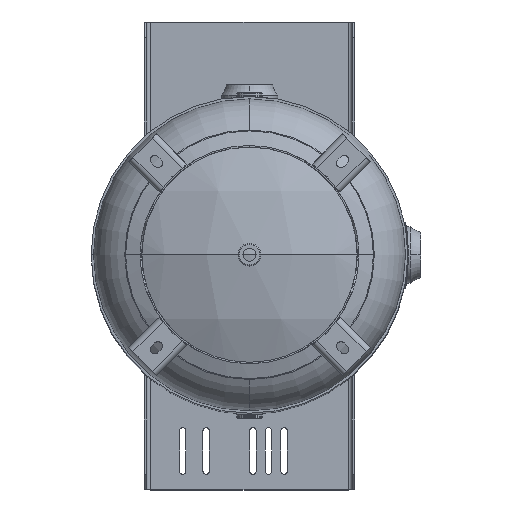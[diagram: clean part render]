
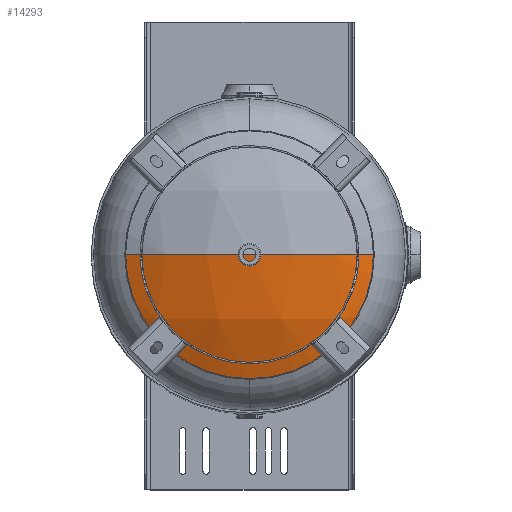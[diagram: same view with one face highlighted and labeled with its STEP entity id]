
A CAD part, top view. The second image highlights one B-rep face of the part: STEP entity #14293.
In plain terms, the highlighted spherical face has radius 457.2 mm.
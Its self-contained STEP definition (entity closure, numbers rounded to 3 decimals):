
#709 = CARTESIAN_POINT ( 'NONE',  ( 0., 0., 561.963 ) ) ;
#1274 = VERTEX_POINT ( 'NONE', #8777 ) ;
#1488 = CARTESIAN_POINT ( 'NONE',  ( -203.2, 0., 561.963 ) ) ;
#1701 = DIRECTION ( 'NONE',  ( -1., 0., 0. ) ) ;
#3349 = ORIENTED_EDGE ( 'NONE', *, *, #6685, .F. ) ;
#3770 = DIRECTION ( 'NONE',  ( 0., -1., 0. ) ) ;
#4412 = CIRCLE ( 'NONE', #5606, 457.2 ) ;
#5286 = DIRECTION ( 'NONE',  ( 0., -1., 0. ) ) ;
#5606 = AXIS2_PLACEMENT_3D ( 'NONE', #12517, #5286, #14425 ) ;
#6222 = VERTEX_POINT ( 'NONE', #20992 ) ;
#6344 = AXIS2_PLACEMENT_3D ( 'NONE', #709, #16361, #8296 ) ;
#6685 = EDGE_CURVE ( 'NONE', #6222, #12795, #14318, .T. ) ;
#6873 = EDGE_CURVE ( 'NONE', #1274, #12133, #24800, .T. ) ;
#7313 = DIRECTION ( 'NONE',  ( 0., 1., 0. ) ) ;
#8296 = DIRECTION ( 'NONE',  ( 0., 1., 0. ) ) ;
#8777 = CARTESIAN_POINT ( 'NONE',  ( 0., 0., 609.6 ) ) ;
#9342 = DIRECTION ( 'NONE',  ( 1., 0., 0. ) ) ;
#9475 = AXIS2_PLACEMENT_3D ( 'NONE', #12607, #16880, #7313 ) ;
#12133 = VERTEX_POINT ( 'NONE', #22456 ) ;
#12510 = ORIENTED_EDGE ( 'NONE', *, *, #22222, .F. ) ;
#12517 = CARTESIAN_POINT ( 'NONE',  ( 0., 0., 152.4 ) ) ;
#12607 = CARTESIAN_POINT ( 'NONE',  ( 0., 0., 561.963 ) ) ;
#12753 = FACE_OUTER_BOUND ( 'NONE', #18680, .T. ) ;
#12795 = VERTEX_POINT ( 'NONE', #1488 ) ;
#13649 = CIRCLE ( 'NONE', #6344, 203.2 ) ;
#14293 = ADVANCED_FACE ( 'NONE', ( #12753 ), #21213, .T. ) ;
#14318 = CIRCLE ( 'NONE', #9475, 203.2 ) ;
#14425 = DIRECTION ( 'NONE',  ( 1., 0., 0. ) ) ;
#14456 = ORIENTED_EDGE ( 'NONE', *, *, #23347, .T. ) ;
#14984 = DIRECTION ( 'NONE',  ( 0., 1., 0. ) ) ;
#16361 = DIRECTION ( 'NONE',  ( 0., 0., -1. ) ) ;
#16880 = DIRECTION ( 'NONE',  ( 0., 0., -1. ) ) ;
#17265 = AXIS2_PLACEMENT_3D ( 'NONE', #24747, #3770, #9342 ) ;
#18680 = EDGE_LOOP ( 'NONE', ( #21760, #14456, #3349, #12510 ) ) ;
#20992 = CARTESIAN_POINT ( 'NONE',  ( 0., -203.2, 561.963 ) ) ;
#21164 = AXIS2_PLACEMENT_3D ( 'NONE', #24821, #14984, #1701 ) ;
#21213 = SPHERICAL_SURFACE ( 'NONE', #17265, 457.2 ) ;
#21760 = ORIENTED_EDGE ( 'NONE', *, *, #6873, .F. ) ;
#22222 = EDGE_CURVE ( 'NONE', #12133, #6222, #13649, .T. ) ;
#22456 = CARTESIAN_POINT ( 'NONE',  ( 203.2, 0., 561.963 ) ) ;
#23347 = EDGE_CURVE ( 'NONE', #1274, #12795, #4412, .T. ) ;
#24747 = CARTESIAN_POINT ( 'NONE',  ( 0., 0., 152.4 ) ) ;
#24800 = CIRCLE ( 'NONE', #21164, 457.2 ) ;
#24821 = CARTESIAN_POINT ( 'NONE',  ( 0., 0., 152.4 ) ) ;
